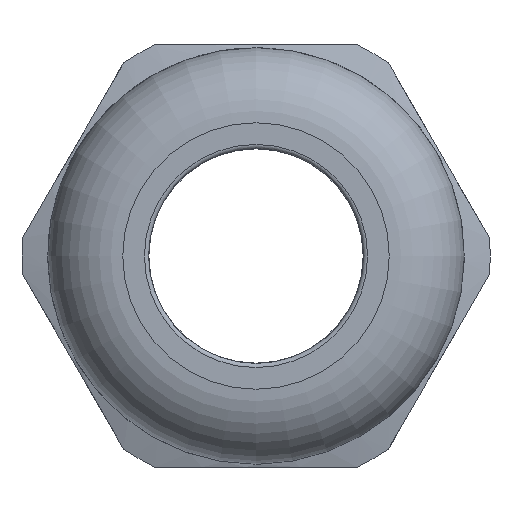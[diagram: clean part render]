
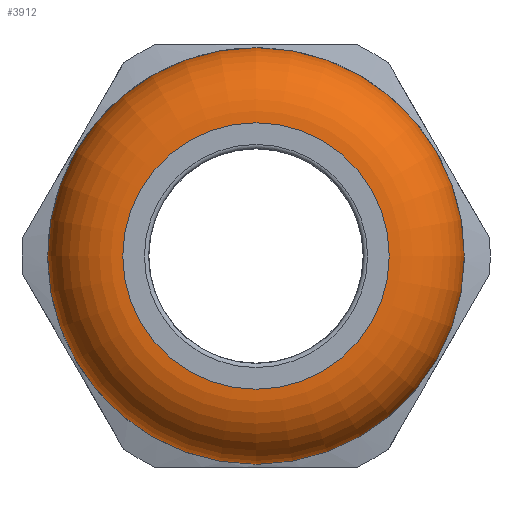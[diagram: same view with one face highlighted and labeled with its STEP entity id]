
A CAD part, left-side view. The second image highlights one B-rep face of the part: STEP entity #3912.
In plain terms, the highlighted toroidal (fillet/blend) face has major radius 6.31 mm and minor radius 3.55 mm.
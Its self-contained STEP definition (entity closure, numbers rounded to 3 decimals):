
#683=TOROIDAL_SURFACE('',#4232,6.31,3.55);
#716=FACE_BOUND('',#1079,.T.);
#836=FACE_OUTER_BOUND('',#1078,.T.);
#1078=EDGE_LOOP('',(#2712));
#1079=EDGE_LOOP('',(#2713));
#1322=CIRCLE('',#4200,6.31);
#1337=CIRCLE('',#4233,9.86);
#1632=VERTEX_POINT('',#6991);
#1659=VERTEX_POINT('',#7670);
#2028=EDGE_CURVE('',#1632,#1632,#1322,.T.);
#2069=EDGE_CURVE('',#1659,#1659,#1337,.T.);
#2712=ORIENTED_EDGE('',*,*,#2069,.F.);
#2713=ORIENTED_EDGE('',*,*,#2028,.T.);
#3912=ADVANCED_FACE('',(#836,#716),#683,.T.);
#4200=AXIS2_PLACEMENT_3D('',#6992,#4717,#4718);
#4232=AXIS2_PLACEMENT_3D('',#7669,#4793,#4794);
#4233=AXIS2_PLACEMENT_3D('',#7671,#4795,#4796);
#4717=DIRECTION('center_axis',(1.,0.,0.));
#4718=DIRECTION('ref_axis',(0.,0.,-1.));
#4793=DIRECTION('center_axis',(1.,0.,0.));
#4794=DIRECTION('ref_axis',(0.,0.,-1.));
#4795=DIRECTION('center_axis',(1.,0.,0.));
#4796=DIRECTION('ref_axis',(0.,0.,-1.));
#6991=CARTESIAN_POINT('',(-18.05,6.31,0.));
#6992=CARTESIAN_POINT('Origin',(-18.05,0.,0.));
#7669=CARTESIAN_POINT('Origin',(-14.5,0.,0.));
#7670=CARTESIAN_POINT('',(-14.5,9.86,0.));
#7671=CARTESIAN_POINT('Origin',(-14.5,0.,0.));
